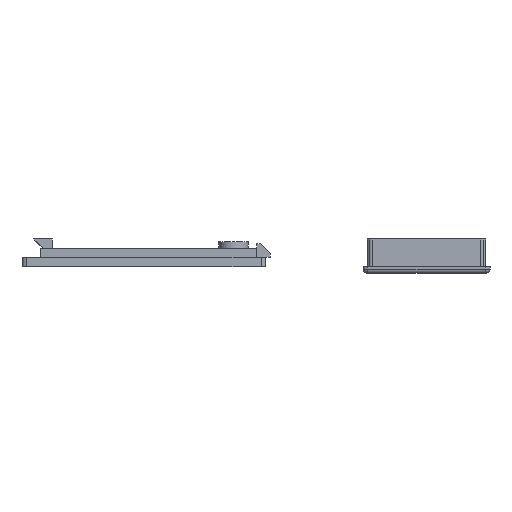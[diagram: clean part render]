
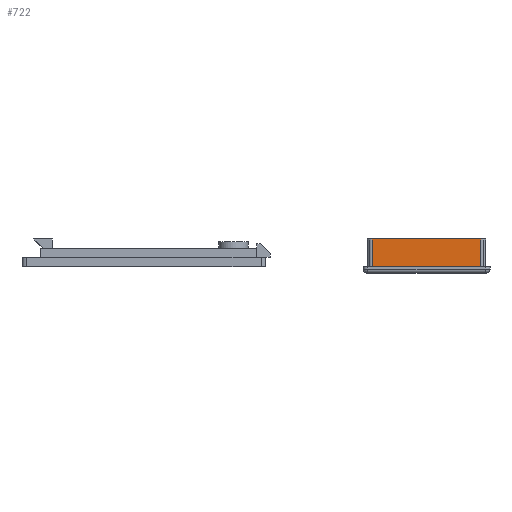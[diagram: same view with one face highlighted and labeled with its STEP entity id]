
A CAD part, left-side view. The second image highlights one B-rep face of the part: STEP entity #722.
In plain terms, the highlighted planar face has unit normal (-1, 0, 0).
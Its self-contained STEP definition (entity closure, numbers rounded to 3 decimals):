
#341=CARTESIAN_POINT('',(521.1,14.2,0.001));
#342=VERTEX_POINT('',#341);
#350=CARTESIAN_POINT('',(521.1,37.8,0.001));
#351=VERTEX_POINT('',#350);
#352=CARTESIAN_POINT('',(521.1,37.8,0.001));
#353=DIRECTION('',(-0.,-1.,-0.));
#354=VECTOR('',#353,23.6);
#355=LINE('',#352,#354);
#356=EDGE_CURVE('',#351,#342,#355,.T.);
#692=CARTESIAN_POINT('',(521.1,25.,6.001));
#693=DIRECTION('',(1.,0.,0.));
#694=DIRECTION('',(0.,0.,-1.));
#695=AXIS2_PLACEMENT_3D('',#692,#693,#694);
#696=PLANE('',#695);
#697=ORIENTED_EDGE('',*,*,#356,.T.);
#698=CARTESIAN_POINT('',(521.1,14.2,6.001));
#699=VERTEX_POINT('',#698);
#700=CARTESIAN_POINT('',(521.1,14.2,0.001));
#701=DIRECTION('',(-0.,-0.,1.));
#702=VECTOR('',#701,6.);
#703=LINE('',#700,#702);
#704=EDGE_CURVE('',#342,#699,#703,.T.);
#705=ORIENTED_EDGE('',*,*,#704,.T.);
#706=CARTESIAN_POINT('',(521.1,37.8,6.001));
#707=VERTEX_POINT('',#706);
#708=CARTESIAN_POINT('',(521.1,37.8,6.001));
#709=DIRECTION('',(-0.,-1.,-0.));
#710=VECTOR('',#709,23.6);
#711=LINE('',#708,#710);
#712=EDGE_CURVE('',#707,#699,#711,.T.);
#713=ORIENTED_EDGE('',*,*,#712,.F.);
#714=CARTESIAN_POINT('',(521.1,37.8,6.001));
#715=DIRECTION('',(0.,0.,-1.));
#716=VECTOR('',#715,6.);
#717=LINE('',#714,#716);
#718=EDGE_CURVE('',#707,#351,#717,.T.);
#719=ORIENTED_EDGE('',*,*,#718,.T.);
#720=EDGE_LOOP('',(#697,#705,#713,#719));
#721=FACE_BOUND('',#720,.T.);
#722=ADVANCED_FACE('',(#721),#696,.F.);
